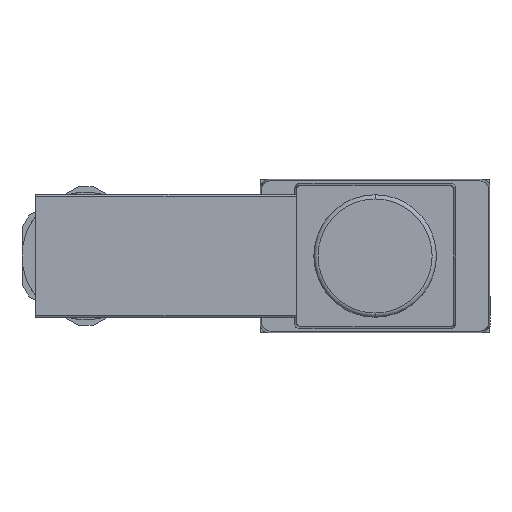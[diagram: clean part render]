
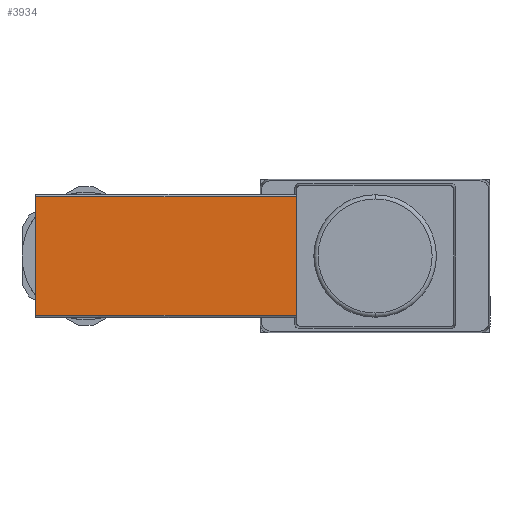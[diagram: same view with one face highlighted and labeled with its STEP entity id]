
A CAD part, left-side view. The second image highlights one B-rep face of the part: STEP entity #3934.
In plain terms, the highlighted planar face has unit normal (-1, 0, 0).
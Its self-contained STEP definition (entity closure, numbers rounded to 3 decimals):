
#43 = LINE ( 'NONE', #5750, #6603 ) ;
#184 = CARTESIAN_POINT ( 'NONE',  ( -72.3, 9.253, 6.95 ) ) ;
#187 = DIRECTION ( 'NONE',  ( -1., 0., 0. ) ) ;
#223 = CARTESIAN_POINT ( 'NONE',  ( -72.3, 9.253, 7.25 ) ) ;
#314 = CARTESIAN_POINT ( 'NONE',  ( -72.3, 39.9, -6.95 ) ) ;
#564 = VECTOR ( 'NONE', #4361, 1000. ) ;
#808 = VERTEX_POINT ( 'NONE', #2230 ) ;
#1034 = VERTEX_POINT ( 'NONE', #5921 ) ;
#1106 = EDGE_CURVE ( 'NONE', #1034, #7052, #2588, .T. ) ;
#1226 = VECTOR ( 'NONE', #2457, 1000. ) ;
#1297 = LINE ( 'NONE', #3167, #6354 ) ;
#2230 = CARTESIAN_POINT ( 'NONE',  ( -72.3, 9.253, -6.95 ) ) ;
#2457 = DIRECTION ( 'NONE',  ( 0., 0., -1. ) ) ;
#2588 = LINE ( 'NONE', #2692, #564 ) ;
#2692 = CARTESIAN_POINT ( 'NONE',  ( -72.3, -500000., 6.95 ) ) ;
#2860 = ORIENTED_EDGE ( 'NONE', *, *, #6600, .F. ) ;
#2958 = VERTEX_POINT ( 'NONE', #314 ) ;
#2991 = ORIENTED_EDGE ( 'NONE', *, *, #4063, .F. ) ;
#3167 = CARTESIAN_POINT ( 'NONE',  ( -72.3, -500000., -6.95 ) ) ;
#3203 = DIRECTION ( 'NONE',  ( 0., 1., 0. ) ) ;
#3934 = ADVANCED_FACE ( 'NONE', ( #4158 ), #6786, .T. ) ;
#4063 = EDGE_CURVE ( 'NONE', #7052, #808, #5250, .T. ) ;
#4158 = FACE_OUTER_BOUND ( 'NONE', #4415, .T. ) ;
#4361 = DIRECTION ( 'NONE',  ( 0., -1., 0. ) ) ;
#4415 = EDGE_LOOP ( 'NONE', ( #2991, #6413, #6730, #2860 ) ) ;
#4528 = DIRECTION ( 'NONE',  ( 0., 0., -1. ) ) ;
#4601 = DIRECTION ( 'NONE',  ( 0., 1., 0. ) ) ;
#5149 = CARTESIAN_POINT ( 'NONE',  ( -72.3, -500000., 7.25 ) ) ;
#5250 = LINE ( 'NONE', #223, #1226 ) ;
#5750 = CARTESIAN_POINT ( 'NONE',  ( -72.3, 39.9, 7.25 ) ) ;
#5921 = CARTESIAN_POINT ( 'NONE',  ( -72.3, 39.9, 6.95 ) ) ;
#6354 = VECTOR ( 'NONE', #3203, 1000. ) ;
#6413 = ORIENTED_EDGE ( 'NONE', *, *, #1106, .F. ) ;
#6599 = AXIS2_PLACEMENT_3D ( 'NONE', #5149, #187, #4601 ) ;
#6600 = EDGE_CURVE ( 'NONE', #808, #2958, #1297, .T. ) ;
#6603 = VECTOR ( 'NONE', #4528, 1000. ) ;
#6730 = ORIENTED_EDGE ( 'NONE', *, *, #7016, .T. ) ;
#6786 = PLANE ( 'NONE',  #6599 ) ;
#7016 = EDGE_CURVE ( 'NONE', #1034, #2958, #43, .T. ) ;
#7052 = VERTEX_POINT ( 'NONE', #184 ) ;
